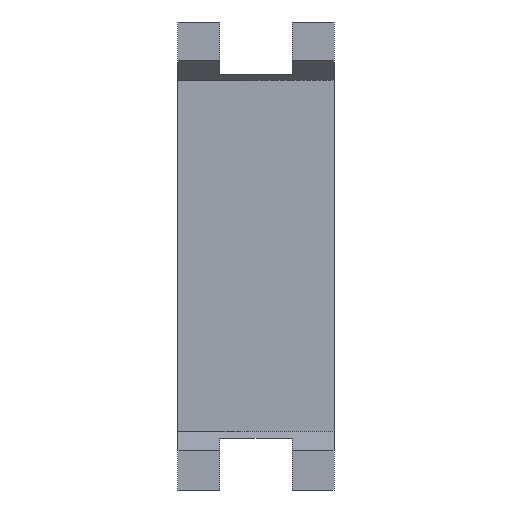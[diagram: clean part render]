
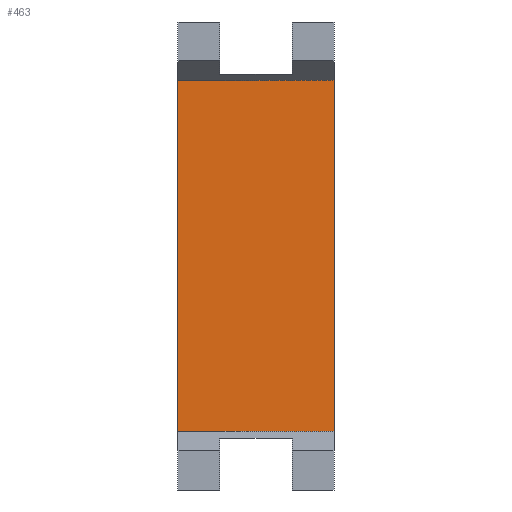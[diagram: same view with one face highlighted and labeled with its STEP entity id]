
A CAD part, front view. The second image highlights one B-rep face of the part: STEP entity #463.
In plain terms, the highlighted planar face has unit normal (0, -1, 0).
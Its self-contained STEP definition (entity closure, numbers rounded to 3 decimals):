
#17=FACE_OUTER_BOUND('',#41,.T.);
#41=EDGE_LOOP('',(#321,#322,#323,#324));
#66=LINE('',#649,#132);
#76=LINE('',#670,#142);
#79=LINE('',#675,#145);
#80=LINE('',#676,#146);
#132=VECTOR('',#530,10.);
#142=VECTOR('',#542,10.);
#145=VECTOR('',#547,10.);
#146=VECTOR('',#548,10.);
#198=VERTEX_POINT('',#646);
#199=VERTEX_POINT('',#648);
#208=VERTEX_POINT('',#667);
#209=VERTEX_POINT('',#669);
#242=EDGE_CURVE('',#199,#198,#66,.T.);
#252=EDGE_CURVE('',#208,#209,#76,.T.);
#255=EDGE_CURVE('',#199,#208,#79,.T.);
#256=EDGE_CURVE('',#209,#198,#80,.T.);
#321=ORIENTED_EDGE('',*,*,#255,.F.);
#322=ORIENTED_EDGE('',*,*,#242,.T.);
#323=ORIENTED_EDGE('',*,*,#256,.F.);
#324=ORIENTED_EDGE('',*,*,#252,.F.);
#439=PLANE('',#501);
#463=ADVANCED_FACE('',(#17),#439,.F.);
#501=AXIS2_PLACEMENT_3D('',#674,#545,#546);
#530=DIRECTION('',(-1.,0.,0.));
#542=DIRECTION('',(-1.,0.,0.));
#545=DIRECTION('center_axis',(0.,1.,0.));
#546=DIRECTION('ref_axis',(0.,0.,-1.));
#547=DIRECTION('',(0.,0.,-1.));
#548=DIRECTION('',(0.,0.,1.));
#646=CARTESIAN_POINT('',(0.015,1.299,79.888));
#648=CARTESIAN_POINT('',(6.015,1.299,79.888));
#649=CARTESIAN_POINT('',(6.015,1.299,79.888));
#667=CARTESIAN_POINT('',(6.015,1.299,66.388));
#669=CARTESIAN_POINT('',(0.015,1.299,66.388));
#670=CARTESIAN_POINT('',(6.015,1.299,66.388));
#674=CARTESIAN_POINT('Origin',(6.015,1.299,79.888));
#675=CARTESIAN_POINT('',(6.015,1.299,81.013));
#676=CARTESIAN_POINT('',(0.015,1.299,72.013));
